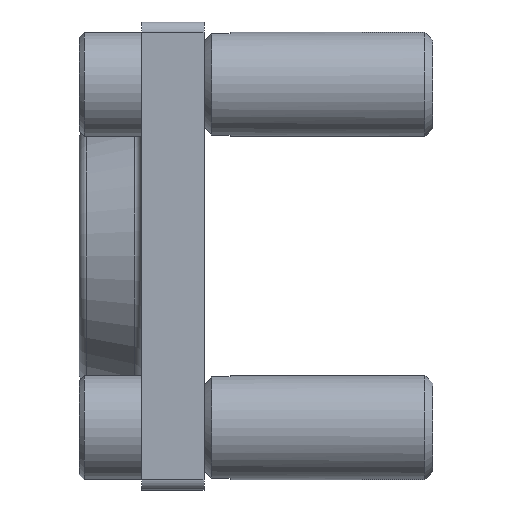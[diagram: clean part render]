
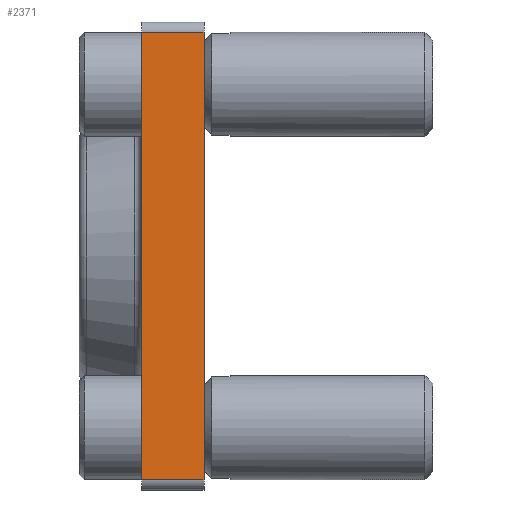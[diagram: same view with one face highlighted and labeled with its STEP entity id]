
A CAD part, left-side view. The second image highlights one B-rep face of the part: STEP entity #2371.
In plain terms, the highlighted planar face has unit normal (-1, 0, 0).
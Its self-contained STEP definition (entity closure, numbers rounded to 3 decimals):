
#33 = EDGE_CURVE ( 'NONE', #2073, #793, #539, .T. ) ;
#85 = LINE ( 'NONE', #342, #2052 ) ;
#342 = CARTESIAN_POINT ( 'NONE',  ( -22.5, 0., -21.5 ) ) ;
#389 = LINE ( 'NONE', #2198, #1509 ) ;
#425 = VECTOR ( 'NONE', #1078, 1000. ) ;
#433 = DIRECTION ( 'NONE',  ( 1., 0., 0. ) ) ;
#491 = EDGE_CURVE ( 'NONE', #2374, #2216, #389, .T. ) ;
#539 = LINE ( 'NONE', #1309, #425 ) ;
#549 = CARTESIAN_POINT ( 'NONE',  ( -22.5, 6., 21.5 ) ) ;
#573 = DIRECTION ( 'NONE',  ( 0., 0., -1. ) ) ;
#626 = ORIENTED_EDGE ( 'NONE', *, *, #491, .F. ) ;
#656 = AXIS2_PLACEMENT_3D ( 'NONE', #2336, #433, #573 ) ;
#793 = VERTEX_POINT ( 'NONE', #2246 ) ;
#885 = CARTESIAN_POINT ( 'NONE',  ( -22.5, 0., -21.5 ) ) ;
#975 = CARTESIAN_POINT ( 'NONE',  ( -22.5, 6., 21.5 ) ) ;
#1042 = LINE ( 'NONE', #975, #2143 ) ;
#1078 = DIRECTION ( 'NONE',  ( 0., 0., 1. ) ) ;
#1093 = EDGE_LOOP ( 'NONE', ( #626, #1616, #2072, #1808 ) ) ;
#1115 = FACE_OUTER_BOUND ( 'NONE', #1093, .T. ) ;
#1204 = CARTESIAN_POINT ( 'NONE',  ( -22.5, 6., -21.5 ) ) ;
#1246 = DIRECTION ( 'NONE',  ( 0., 0., 1. ) ) ;
#1309 = CARTESIAN_POINT ( 'NONE',  ( -22.5, 0., -22.5 ) ) ;
#1509 = VECTOR ( 'NONE', #1246, 1000. ) ;
#1594 = DIRECTION ( 'NONE',  ( 0., 1., 0. ) ) ;
#1616 = ORIENTED_EDGE ( 'NONE', *, *, #2237, .T. ) ;
#1808 = ORIENTED_EDGE ( 'NONE', *, *, #2378, .T. ) ;
#1949 = PLANE ( 'NONE',  #656 ) ;
#2052 = VECTOR ( 'NONE', #2447, 1000. ) ;
#2072 = ORIENTED_EDGE ( 'NONE', *, *, #33, .T. ) ;
#2073 = VERTEX_POINT ( 'NONE', #885 ) ;
#2143 = VECTOR ( 'NONE', #1594, 1000. ) ;
#2198 = CARTESIAN_POINT ( 'NONE',  ( -22.5, 6., -22.5 ) ) ;
#2216 = VERTEX_POINT ( 'NONE', #549 ) ;
#2237 = EDGE_CURVE ( 'NONE', #2374, #2073, #85, .T. ) ;
#2246 = CARTESIAN_POINT ( 'NONE',  ( -22.5, 0., 21.5 ) ) ;
#2336 = CARTESIAN_POINT ( 'NONE',  ( -22.5, 6., -22.5 ) ) ;
#2371 = ADVANCED_FACE ( 'NONE', ( #1115 ), #1949, .F. ) ;
#2374 = VERTEX_POINT ( 'NONE', #1204 ) ;
#2378 = EDGE_CURVE ( 'NONE', #793, #2216, #1042, .T. ) ;
#2447 = DIRECTION ( 'NONE',  ( 0., -1., 0. ) ) ;
